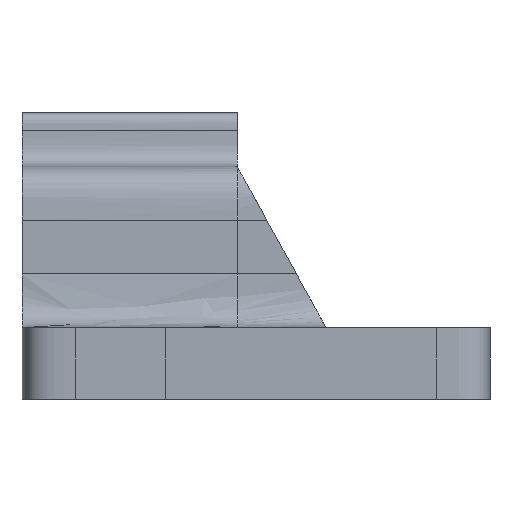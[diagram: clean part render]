
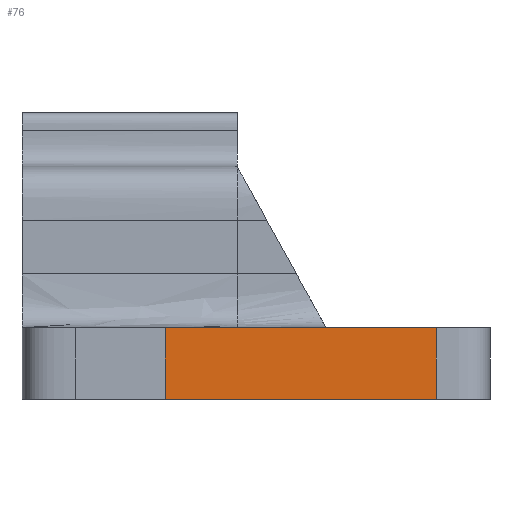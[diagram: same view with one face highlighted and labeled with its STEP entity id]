
A CAD part, left-side view. The second image highlights one B-rep face of the part: STEP entity #76.
In plain terms, the highlighted planar face has unit normal (-1, 0, 0).
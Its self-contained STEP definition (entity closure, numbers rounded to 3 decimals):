
#76=ADVANCED_FACE('',(#157),#1308,.T.);
#157=FACE_OUTER_BOUND('',#243,.T.);
#243=EDGE_LOOP('',(#529,#530,#531,#532));
#529=ORIENTED_EDGE('',*,*,#805,.F.);
#530=ORIENTED_EDGE('',*,*,#759,.F.);
#531=ORIENTED_EDGE('',*,*,#895,.T.);
#532=ORIENTED_EDGE('',*,*,#826,.F.);
#759=EDGE_CURVE('',#1165,#1166,#1017,.T.);
#805=EDGE_CURVE('',#1166,#1210,#1057,.T.);
#826=EDGE_CURVE('',#1210,#1209,#1072,.T.);
#895=EDGE_CURVE('',#1165,#1209,#1124,.T.);
#1017=B_SPLINE_CURVE_WITH_KNOTS('',1,(#2225,#2226),.UNSPECIFIED.,.F.,.F.,
(2,2),(0.,4.),.UNSPECIFIED.);
#1057=B_SPLINE_CURVE_WITH_KNOTS('',1,(#2366,#2367,#2368,#2369),
 .UNSPECIFIED.,.F.,.F.,(2,1,1,2),(62.018,63.017,63.025,
77.128),.UNSPECIFIED.);
#1072=B_SPLINE_CURVE_WITH_KNOTS('',1,(#2424,#2425),.UNSPECIFIED.,.F.,.F.,
(2,2),(0.,4.),.UNSPECIFIED.);
#1124=B_SPLINE_CURVE_WITH_KNOTS('',1,(#2697,#2698,#2699,#2700),
 .UNSPECIFIED.,.F.,.F.,(2,1,1,2),(126.983,127.982,127.989,
142.093),.UNSPECIFIED.);
#1165=VERTEX_POINT('',#1905);
#1166=VERTEX_POINT('',#1906);
#1209=VERTEX_POINT('',#1949);
#1210=VERTEX_POINT('',#1950);
#1308=PLANE('',#1439);
#1439=AXIS2_PLACEMENT_3D('',#1631,#1499,$);
#1499=DIRECTION('',(-1.,0.,0.));
#1631=CARTESIAN_POINT('',(1775.07,-86.794,-4.609));
#1905=CARTESIAN_POINT('',(1775.07,-86.794,-4.609));
#1906=CARTESIAN_POINT('',(1775.07,-86.794,-0.609));
#1949=CARTESIAN_POINT('',(1775.07,-101.904,-4.609));
#1950=CARTESIAN_POINT('',(1775.07,-101.904,-0.609));
#2225=CARTESIAN_POINT('',(1775.07,-86.794,-4.609));
#2226=CARTESIAN_POINT('',(1775.07,-86.794,-0.609));
#2366=CARTESIAN_POINT('',(1775.07,-86.794,-0.609));
#2367=CARTESIAN_POINT('',(1775.07,-87.792,-0.609));
#2368=CARTESIAN_POINT('',(1775.07,-87.8,-0.609));
#2369=CARTESIAN_POINT('',(1775.07,-101.904,-0.609));
#2424=CARTESIAN_POINT('',(1775.07,-101.904,-0.609));
#2425=CARTESIAN_POINT('',(1775.07,-101.904,-4.609));
#2697=CARTESIAN_POINT('',(1775.07,-86.794,-4.609));
#2698=CARTESIAN_POINT('',(1775.07,-87.792,-4.609));
#2699=CARTESIAN_POINT('',(1775.07,-87.8,-4.609));
#2700=CARTESIAN_POINT('',(1775.07,-101.904,-4.609));
